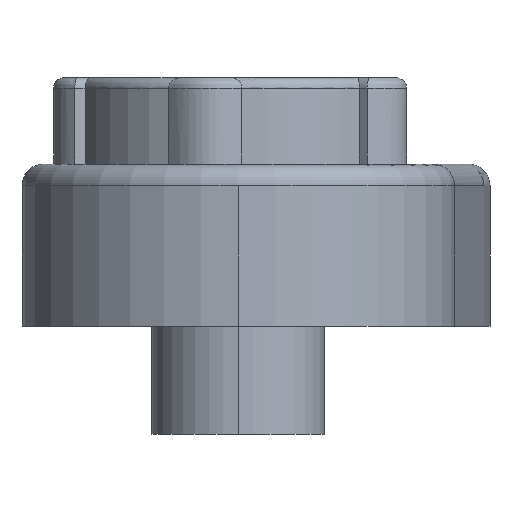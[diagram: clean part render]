
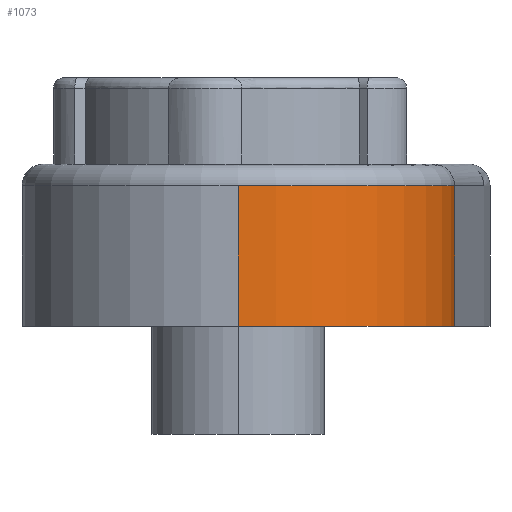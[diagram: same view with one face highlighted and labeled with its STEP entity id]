
A CAD part, left-side view. The second image highlights one B-rep face of the part: STEP entity #1073.
In plain terms, the highlighted cylindrical face has radius 20 mm (diameter 40 mm), a partial arc.
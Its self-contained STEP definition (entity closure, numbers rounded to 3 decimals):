
#150 = VERTEX_POINT ( 'NONE', #1442 ) ;
#159 = VECTOR ( 'NONE', #197, 1000. ) ;
#197 = DIRECTION ( 'NONE',  ( 0., 0., -1. ) ) ;
#209 = DIRECTION ( 'NONE',  ( 0., 0., -1. ) ) ;
#473 = CIRCLE ( 'NONE', #1346, 20. ) ;
#610 = CARTESIAN_POINT ( 'NONE',  ( -65., 0., 15. ) ) ;
#621 = DIRECTION ( 'NONE',  ( 0., 0., -1. ) ) ;
#627 = DIRECTION ( 'NONE',  ( 1., 0., 0. ) ) ;
#776 = VECTOR ( 'NONE', #1366, 1000. ) ;
#783 = EDGE_LOOP ( 'NONE', ( #1986, #2457, #1965, #1784 ) ) ;
#813 = DIRECTION ( 'NONE',  ( -1., 0., 0. ) ) ;
#832 = CARTESIAN_POINT ( 'NONE',  ( -85., 0., 0. ) ) ;
#887 = DIRECTION ( 'NONE',  ( 0., 0., 1. ) ) ;
#1024 = FACE_OUTER_BOUND ( 'NONE', #783, .T. ) ;
#1040 = VERTEX_POINT ( 'NONE', #832 ) ;
#1073 = ADVANCED_FACE ( 'NONE', ( #1024 ), #2526, .T. ) ;
#1082 = DIRECTION ( 'NONE',  ( 1., 0., 0. ) ) ;
#1083 = EDGE_CURVE ( 'NONE', #1194, #1040, #1948, .T. ) ;
#1124 = EDGE_CURVE ( 'NONE', #1594, #1194, #473, .T. ) ;
#1194 = VERTEX_POINT ( 'NONE', #1716 ) ;
#1346 = AXIS2_PLACEMENT_3D ( 'NONE', #2191, #209, #627 ) ;
#1366 = DIRECTION ( 'NONE',  ( 0., 0., -1. ) ) ;
#1439 = EDGE_CURVE ( 'NONE', #1040, #150, #1699, .T. ) ;
#1442 = CARTESIAN_POINT ( 'NONE',  ( -65., -20., 0. ) ) ;
#1594 = VERTEX_POINT ( 'NONE', #1645 ) ;
#1645 = CARTESIAN_POINT ( 'NONE',  ( -65., -20., 13. ) ) ;
#1699 = CIRCLE ( 'NONE', #1788, 20. ) ;
#1716 = CARTESIAN_POINT ( 'NONE',  ( -85., 0., 13. ) ) ;
#1784 = ORIENTED_EDGE ( 'NONE', *, *, #1932, .F. ) ;
#1788 = AXIS2_PLACEMENT_3D ( 'NONE', #2279, #887, #1082 ) ;
#1834 = LINE ( 'NONE', #2531, #776 ) ;
#1932 = EDGE_CURVE ( 'NONE', #1594, #150, #1834, .T. ) ;
#1948 = LINE ( 'NONE', #2156, #159 ) ;
#1965 = ORIENTED_EDGE ( 'NONE', *, *, #1439, .T. ) ;
#1986 = ORIENTED_EDGE ( 'NONE', *, *, #1124, .T. ) ;
#2156 = CARTESIAN_POINT ( 'NONE',  ( -85., 0., 15. ) ) ;
#2191 = CARTESIAN_POINT ( 'NONE',  ( -65., 0., 13. ) ) ;
#2279 = CARTESIAN_POINT ( 'NONE',  ( -65., 0., 0. ) ) ;
#2457 = ORIENTED_EDGE ( 'NONE', *, *, #1083, .T. ) ;
#2526 = CYLINDRICAL_SURFACE ( 'NONE', #2532, 20. ) ;
#2531 = CARTESIAN_POINT ( 'NONE',  ( -65., -20., 15. ) ) ;
#2532 = AXIS2_PLACEMENT_3D ( 'NONE', #610, #621, #813 ) ;
